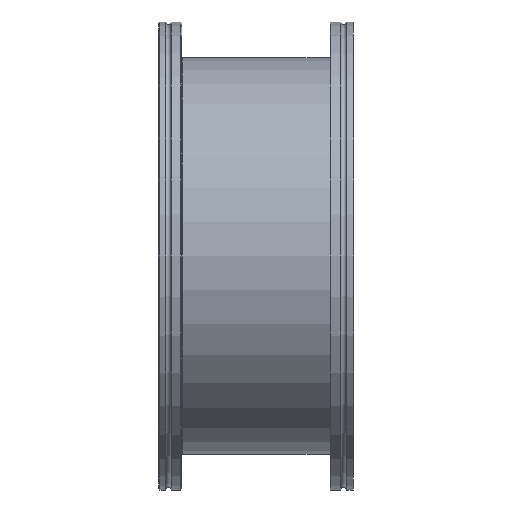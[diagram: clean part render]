
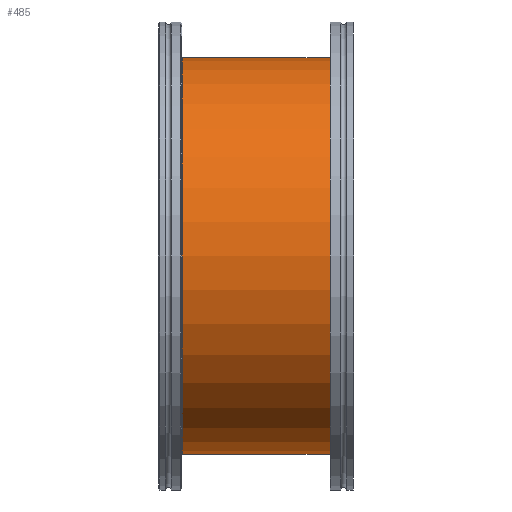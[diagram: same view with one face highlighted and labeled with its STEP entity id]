
A CAD part, front view. The second image highlights one B-rep face of the part: STEP entity #485.
In plain terms, the highlighted cylindrical face has radius 101.6 mm (diameter 203.2 mm), a full revolution.
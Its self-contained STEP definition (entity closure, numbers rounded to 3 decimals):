
#17=LINE('',#827,#31);
#31=VECTOR('',#641,101.6);
#45=CYLINDRICAL_SURFACE('',#540,101.6);
#79=FACE_OUTER_BOUND('',#107,.T.);
#107=EDGE_LOOP('',(#343,#344,#345,#346,#347,#348,#349));
#141=CIRCLE('',#531,101.6);
#142=CIRCLE('',#532,101.6);
#146=CIRCLE('',#536,101.6);
#149=CIRCLE('',#541,101.6);
#150=CIRCLE('',#542,101.6);
#201=VERTEX_POINT('',#809);
#202=VERTEX_POINT('',#810);
#203=VERTEX_POINT('',#812);
#208=VERTEX_POINT('',#826);
#209=VERTEX_POINT('',#828);
#258=EDGE_CURVE('',#201,#202,#141,.T.);
#259=EDGE_CURVE('',#202,#203,#142,.T.);
#263=EDGE_CURVE('',#203,#201,#146,.T.);
#266=EDGE_CURVE('',#202,#208,#17,.T.);
#267=EDGE_CURVE('',#208,#209,#149,.T.);
#268=EDGE_CURVE('',#209,#208,#150,.T.);
#343=ORIENTED_EDGE('',*,*,#258,.F.);
#344=ORIENTED_EDGE('',*,*,#263,.F.);
#345=ORIENTED_EDGE('',*,*,#259,.F.);
#346=ORIENTED_EDGE('',*,*,#266,.T.);
#347=ORIENTED_EDGE('',*,*,#267,.T.);
#348=ORIENTED_EDGE('',*,*,#268,.T.);
#349=ORIENTED_EDGE('',*,*,#266,.F.);
#485=ADVANCED_FACE('',(#79),#45,.T.);
#531=AXIS2_PLACEMENT_3D('',#811,#621,#622);
#532=AXIS2_PLACEMENT_3D('',#813,#623,#624);
#536=AXIS2_PLACEMENT_3D('',#819,#631,#632);
#540=AXIS2_PLACEMENT_3D('',#825,#639,#640);
#541=AXIS2_PLACEMENT_3D('',#829,#642,#643);
#542=AXIS2_PLACEMENT_3D('',#830,#644,#645);
#621=DIRECTION('center_axis',(-1.,0.,0.));
#622=DIRECTION('ref_axis',(0.,1.,0.));
#623=DIRECTION('center_axis',(-1.,0.,0.));
#624=DIRECTION('ref_axis',(0.,1.,0.));
#631=DIRECTION('center_axis',(-1.,0.,0.));
#632=DIRECTION('ref_axis',(0.,1.,0.));
#639=DIRECTION('center_axis',(-1.,0.,0.));
#640=DIRECTION('ref_axis',(0.,-1.,0.));
#641=DIRECTION('',(1.,0.,0.));
#642=DIRECTION('center_axis',(-1.,0.,0.));
#643=DIRECTION('ref_axis',(0.,0.,1.));
#644=DIRECTION('center_axis',(-1.,0.,0.));
#645=DIRECTION('ref_axis',(0.,0.,1.));
#809=CARTESIAN_POINT('',(-37.7,0.,0.));
#810=CARTESIAN_POINT('',(-37.7,203.2,0.));
#811=CARTESIAN_POINT('Origin',(-37.7,101.6,0.));
#812=CARTESIAN_POINT('',(-37.7,101.6,-101.6));
#813=CARTESIAN_POINT('Origin',(-37.7,101.6,0.));
#819=CARTESIAN_POINT('Origin',(-37.7,101.6,0.));
#825=CARTESIAN_POINT('Origin',(19.,101.6,0.));
#826=CARTESIAN_POINT('',(38.,203.2,0.));
#827=CARTESIAN_POINT('',(19.,203.2,0.));
#828=CARTESIAN_POINT('',(38.,0.,0.));
#829=CARTESIAN_POINT('Origin',(38.,101.6,0.));
#830=CARTESIAN_POINT('Origin',(38.,101.6,0.));
